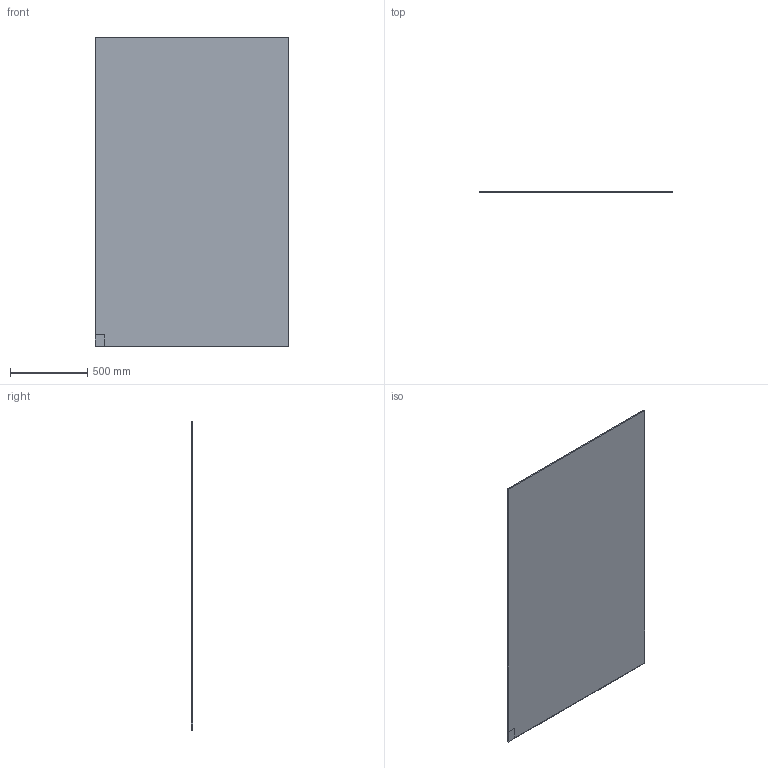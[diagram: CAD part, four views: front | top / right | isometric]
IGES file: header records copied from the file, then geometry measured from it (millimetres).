
Global section: file name: 560003; native system: Autodesk Inventor 2018; preprocessor: unknown; author: JANAN; date: 20190626.083744; units: millimetre
Bounding box: 1250 x 8 x 2001 mm (x, y, z)
Volume: 20010572.6 mm3; surface area: 5077568.5 mm2
Topology: 3 solids, 3 shells, 30 faces, 72 edges, 48 vertices
Faces by surface type: bspline 30
